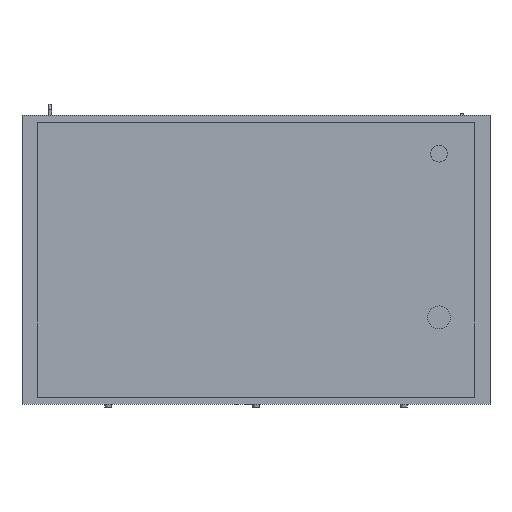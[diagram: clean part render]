
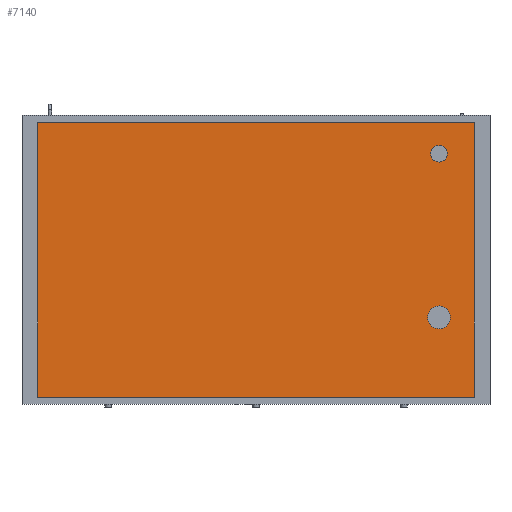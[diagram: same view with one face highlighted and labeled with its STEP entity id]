
A CAD part, front view. The second image highlights one B-rep face of the part: STEP entity #7140.
In plain terms, the highlighted planar face has unit normal (0, -1, 0).
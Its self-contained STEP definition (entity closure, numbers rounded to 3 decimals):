
#404=FACE_OUTER_BOUND('',#865,.T.);
#865=EDGE_LOOP('',(#4769,#4770,#4771,#4772));
#1346=LINE('',#10474,#2194);
#1348=LINE('',#10478,#2196);
#1349=LINE('',#10480,#2197);
#1350=LINE('',#10481,#2198);
#2194=VECTOR('',#8353,10.);
#2196=VECTOR('',#8357,10.);
#2197=VECTOR('',#8358,10.);
#2198=VECTOR('',#8359,10.);
#3033=VERTEX_POINT('',#10471);
#3034=VERTEX_POINT('',#10473);
#3035=VERTEX_POINT('',#10477);
#3036=VERTEX_POINT('',#10479);
#3722=EDGE_CURVE('',#3033,#3034,#1346,.T.);
#3724=EDGE_CURVE('',#3035,#3033,#1348,.T.);
#3725=EDGE_CURVE('',#3036,#3035,#1349,.T.);
#3726=EDGE_CURVE('',#3034,#3036,#1350,.T.);
#4769=ORIENTED_EDGE('',*,*,#3724,.F.);
#4770=ORIENTED_EDGE('',*,*,#3725,.F.);
#4771=ORIENTED_EDGE('',*,*,#3726,.F.);
#4772=ORIENTED_EDGE('',*,*,#3722,.F.);
#6765=PLANE('',#7679);
#7140=ADVANCED_FACE('',(#404),#6765,.T.);
#7679=AXIS2_PLACEMENT_3D('',#10476,#8355,#8356);
#8353=DIRECTION('',(0.,0.,1.));
#8355=DIRECTION('center_axis',(0.,-1.,0.));
#8356=DIRECTION('ref_axis',(0.,0.,-1.));
#8357=DIRECTION('',(-1.,0.,0.));
#8358=DIRECTION('',(0.,0.,-1.));
#8359=DIRECTION('',(1.,0.,0.));
#10471=CARTESIAN_POINT('',(-525.,-185.,-330.));
#10473=CARTESIAN_POINT('',(-525.,-185.,330.));
#10474=CARTESIAN_POINT('',(-525.,-185.,330.));
#10476=CARTESIAN_POINT('Origin',(0.,-185.,330.));
#10477=CARTESIAN_POINT('',(525.,-185.,-330.));
#10478=CARTESIAN_POINT('',(0.,-185.,-330.));
#10479=CARTESIAN_POINT('',(525.,-185.,330.));
#10480=CARTESIAN_POINT('',(525.,-185.,330.));
#10481=CARTESIAN_POINT('',(0.,-185.,330.));
